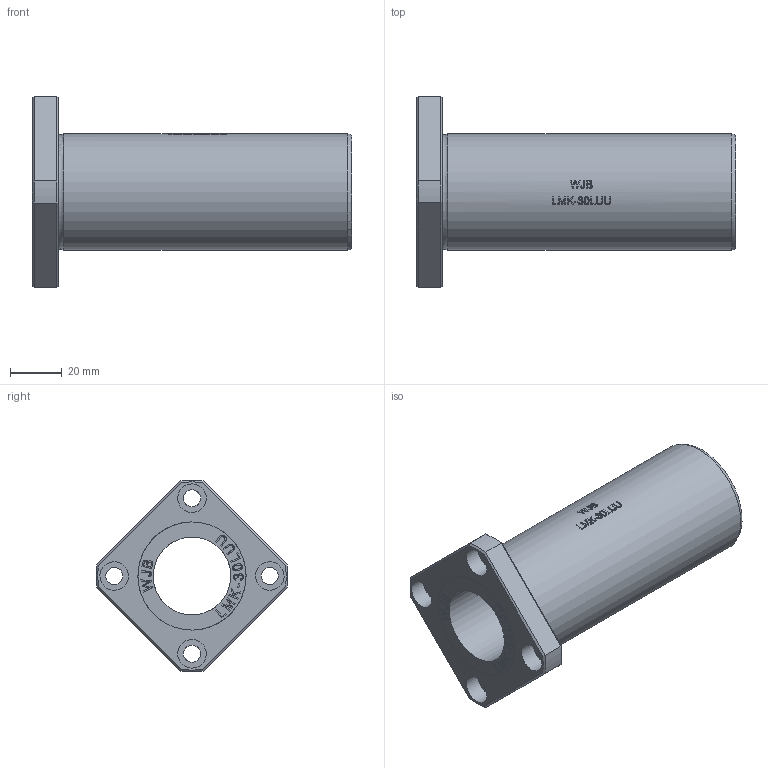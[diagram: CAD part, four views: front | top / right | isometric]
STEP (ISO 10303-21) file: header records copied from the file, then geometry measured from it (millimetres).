
FILE_DESCRIPTION(/* description */ (''),/* implementation_level */ '2;1');
FILE_NAME(/* name */ 'WJB-LMK-30LUU.stp',/* time_stamp */ '2018-09-14T23:23:33+08:00',/* author */ (''),/* organization */ (''),/* preprocessor_version */ 'ST-DEVELOPER v11',/* originating_system */ 'SIEMENS UGS NX 6.0',/* authorisation */ '');
FILE_SCHEMA (('CONFIG_CONTROL_DESIGN'));
Length unit declared in the file: millimetre
Products named in the file (1): WJB-LMK-30LUU
Bounding box: 123 x 73.95 x 73.95 mm (x, y, z)
Volume: 122289.6 mm3; surface area: 35715.9 mm2
Topology: 1 solids, 1 shells, 368 faces, 951 edges, 637 vertices
Faces by surface type: plane 234, extrusion 93, cylinder 31, cone 8, torus 2
Full cylindrical faces by diameter (mm): 6.6 x4, 11 x4, 30 x1, 41.7 x2, 45 x1
Entity records: 14663 total; most frequent: CARTESIAN_POINT 6318, ORIENTED_EDGE 1874, DIRECTION 1253, EDGE_CURVE 937, VERTEX_POINT 637, VECTOR 547, B_SPLINE_CURVE_WITH_KNOTS 499, LINE 454
